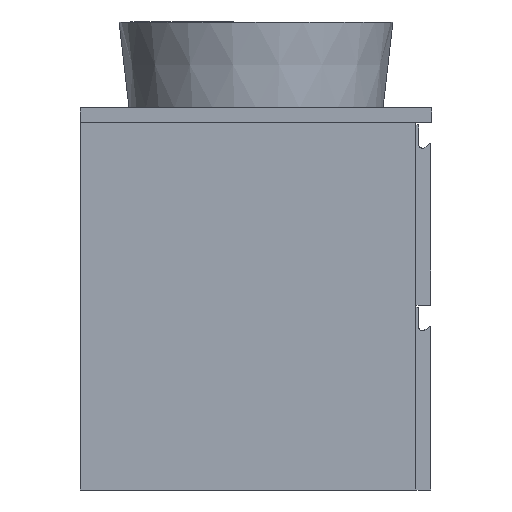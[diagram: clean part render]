
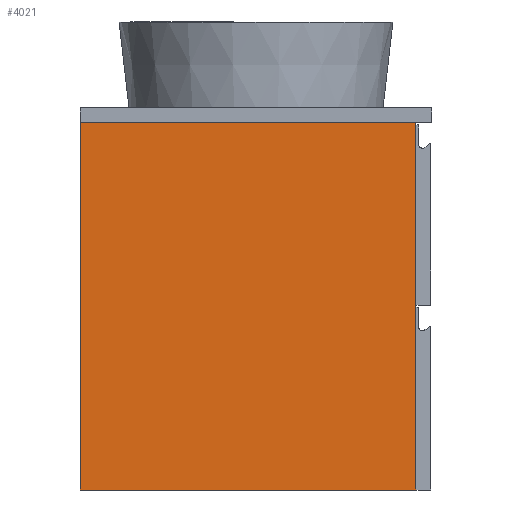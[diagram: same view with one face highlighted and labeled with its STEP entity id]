
A CAD part, left-side view. The second image highlights one B-rep face of the part: STEP entity #4021.
In plain terms, the highlighted planar face has unit normal (-1, 0, 0).
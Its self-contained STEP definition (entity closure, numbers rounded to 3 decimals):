
#482=FACE_OUTER_BOUND('',#734,.T.);
#734=EDGE_LOOP('',(#3325,#3326,#3327,#3328));
#1161=LINE('',#6580,#1571);
#1165=LINE('',#6588,#1575);
#1168=LINE('',#6594,#1578);
#1171=LINE('',#6599,#1581);
#1571=VECTOR('',#5280,1.);
#1575=VECTOR('',#5286,1.);
#1578=VECTOR('',#5291,1.);
#1581=VECTOR('',#5296,1.);
#1889=VERTEX_POINT('',#6578);
#1890=VERTEX_POINT('',#6579);
#1893=VERTEX_POINT('',#6587);
#1895=VERTEX_POINT('',#6593);
#2374=EDGE_CURVE('',#1889,#1890,#1161,.T.);
#2378=EDGE_CURVE('',#1890,#1893,#1165,.T.);
#2381=EDGE_CURVE('',#1893,#1895,#1168,.T.);
#2384=EDGE_CURVE('',#1895,#1889,#1171,.T.);
#3325=ORIENTED_EDGE('',*,*,#2384,.T.);
#3326=ORIENTED_EDGE('',*,*,#2374,.T.);
#3327=ORIENTED_EDGE('',*,*,#2378,.T.);
#3328=ORIENTED_EDGE('',*,*,#2381,.T.);
#3832=PLANE('',#4377);
#4021=ADVANCED_FACE('',(#482),#3832,.T.);
#4377=AXIS2_PLACEMENT_3D('',#6602,#5300,#5301);
#5280=DIRECTION('',(0.,0.,-1.));
#5286=DIRECTION('',(0.,-1.,0.));
#5291=DIRECTION('',(0.,0.,1.));
#5296=DIRECTION('',(0.,1.,0.));
#5300=DIRECTION('center_axis',(-1.,0.,0.));
#5301=DIRECTION('ref_axis',(0.,0.,1.));
#6578=CARTESIAN_POINT('',(0.,0.,471.));
#6579=CARTESIAN_POINT('',(0.,0.,0.));
#6580=CARTESIAN_POINT('',(0.,0.,471.));
#6587=CARTESIAN_POINT('',(0.,-430.,0.));
#6588=CARTESIAN_POINT('',(0.,0.,0.));
#6593=CARTESIAN_POINT('',(0.,-430.,471.));
#6594=CARTESIAN_POINT('',(0.,-430.,0.));
#6599=CARTESIAN_POINT('',(0.,-430.,471.));
#6602=CARTESIAN_POINT('Origin',(0.,-215.,235.5));
